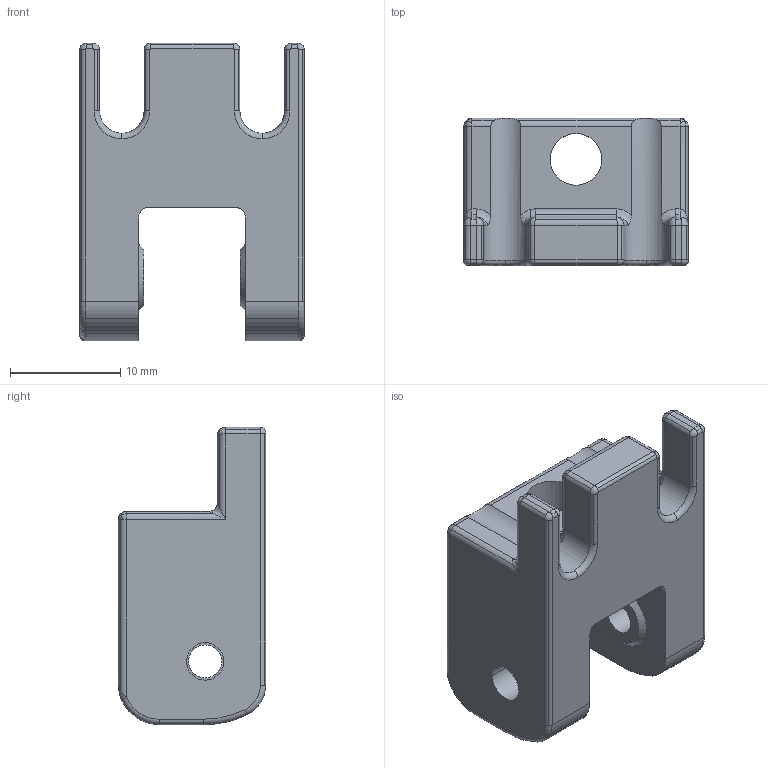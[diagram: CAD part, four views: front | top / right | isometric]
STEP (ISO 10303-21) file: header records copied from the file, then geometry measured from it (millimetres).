
FILE_DESCRIPTION (( 'STEP AP214' ), '1' );
FILE_NAME ('z_tensioner_heatset_with_clearance_and_no_shims.STEP', '2021-09-30T06:36:15', ( '' ), ( '' ), 'SwSTEP 2.0', 'SolidWorks 2021', '' );
FILE_SCHEMA (( 'AUTOMOTIVE_DESIGN' ));
Length unit declared in the file: millimetre
Products named in the file (1): z_tensioner_heatset_with_clearance_and_no_shims
Bounding box: 20.4 x 13.4 x 27.02 mm (x, y, z)
Volume: 3623.5 mm3; surface area: 2353.1 mm2
Topology: 1 solids, 1 shells, 230 faces, 588 edges, 346 vertices
Faces by surface type: cylinder 123, plane 32, torus 30, bspline 25, sphere 16, cone 4
Entity records: 8056 total; most frequent: CARTESIAN_POINT 2759, ORIENTED_EDGE 1144, DIRECTION 1061, EDGE_CURVE 572, AXIS2_PLACEMENT_3D 430, VERTEX_POINT 346, EDGE_LOOP 238, ADVANCED_FACE 230
